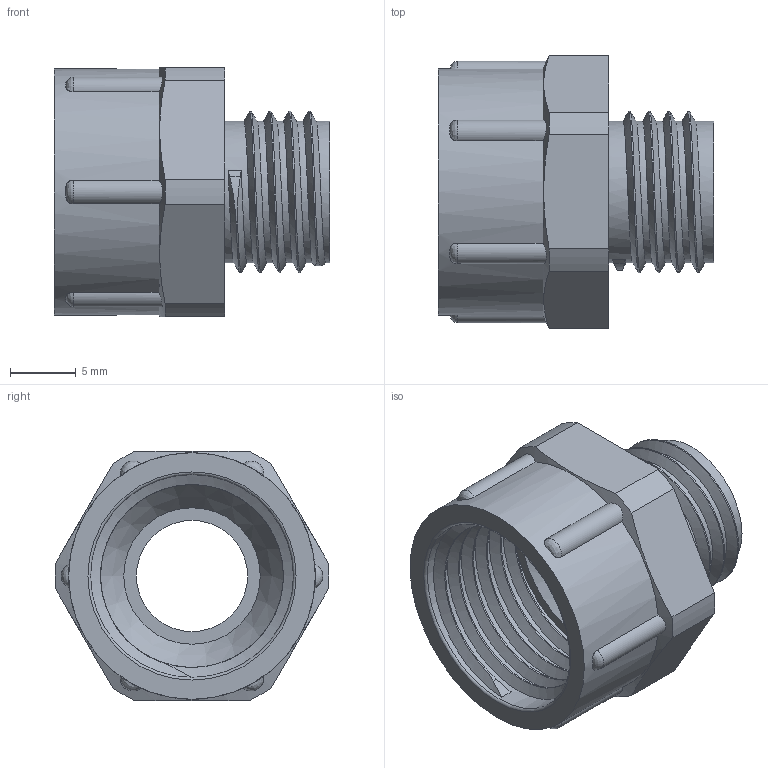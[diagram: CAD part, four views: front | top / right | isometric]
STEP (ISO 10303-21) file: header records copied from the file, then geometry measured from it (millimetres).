
FILE_DESCRIPTION(/* description */ ('Reduzierung sechskant PG 7 /PG 9'),/* implementation_level */ '2;1');
FILE_NAME(/* name */ '11080709-RST.stp',/* time_stamp */ '2020-04-29T13:49:12+02:00',/* author */ ('sl'),/* organization */ (''),/* preprocessor_version */ 'ST-DEVELOPER v16.5',/* originating_system */ 'Autodesk Inventor 2017',/* authorisation */ '');
FILE_SCHEMA (('AUTOMOTIVE_DESIGN { 1 0 10303 214 3 1 1 }'));
Length unit declared in the file: millimetre
Products named in the file (1): 11080709
Bounding box: 21 x 20.89 x 19 mm (x, y, z)
Volume: 2122.8 mm3; surface area: 2670.6 mm2
Topology: 1 solids, 1 shells, 57 faces, 167 edges, 114 vertices
Faces by surface type: cylinder 30, plane 14, bspline 10, cone 2, torus 1
Full cylindrical faces by diameter (mm): 8.49 x1, 10.808 x4, 15.472 x6, 18.8 x1
Entity records: 4190 total; most frequent: CARTESIAN_POINT 3052, ORIENTED_EDGE 252, DIRECTION 187, EDGE_CURVE 126, VERTEX_POINT 90, AXIS2_PLACEMENT_3D 74, EDGE_LOOP 60, FACE_OUTER_BOUND 48
